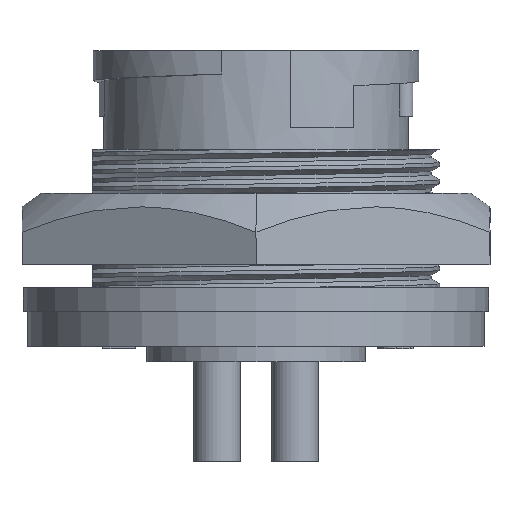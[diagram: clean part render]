
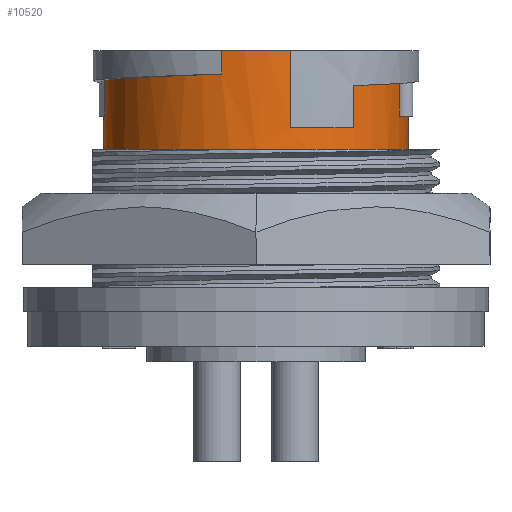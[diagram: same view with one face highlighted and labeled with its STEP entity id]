
A CAD part, front view. The second image highlights one B-rep face of the part: STEP entity #10520.
In plain terms, the highlighted cylindrical face has radius 8.255 mm (diameter 16.51 mm), a partial arc.
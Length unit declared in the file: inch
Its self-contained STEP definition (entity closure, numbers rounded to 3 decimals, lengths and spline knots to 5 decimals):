
#63 = VECTOR ( 'NONE', #1364, 39.37008 ) ;
#85 = CYLINDRICAL_SURFACE ( 'NONE', #161, 0.325 ) ;
#114 = AXIS2_PLACEMENT_3D ( 'NONE', #1580, #1581, #1582 ) ;
#123 = VECTOR ( 'NONE', #1527, 39.37008 ) ;
#128 = VECTOR ( 'NONE', #1515, 39.37008 ) ;
#161 = AXIS2_PLACEMENT_3D ( 'NONE', #2351, #2352, #2353 ) ;
#174 = FACE_OUTER_BOUND ( 'NONE', #6250, .T. ) ;
#236 = VECTOR ( 'NONE', #15992, 39.37008 ) ;
#1362 = LINE ( 'NONE', #1363, #63 ) ;
#1363 = CARTESIAN_POINT ( 'NONE',  ( 0.325, 0., 0. ) ) ;
#1364 = DIRECTION ( 'NONE',  ( 0., 0., 1. ) ) ;
#1513 = LINE ( 'NONE', #1514, #128 ) ;
#1514 = CARTESIAN_POINT ( 'NONE',  ( -0.32343, -0.03188, -0.14 ) ) ;
#1515 = DIRECTION ( 'NONE',  ( 0., 0., 1. ) ) ;
#1525 = LINE ( 'NONE', #1526, #123 ) ;
#1526 = CARTESIAN_POINT ( 'NONE',  ( 0.2085, -0.2493, -0.165 ) ) ;
#1527 = DIRECTION ( 'NONE',  ( 0., 0., 1. ) ) ;
#1567 = CARTESIAN_POINT ( 'NONE',  ( 0.2085, -0.2493, -0.07438 ) ) ;
#1568 = CARTESIAN_POINT ( 'NONE',  ( 0.25267, -0.21237, -0.07241 ) ) ;
#1569 = CARTESIAN_POINT ( 'NONE',  ( 0.28146, -0.1625, -0.07067 ) ) ;
#1570 = CARTESIAN_POINT ( 'NONE',  ( 0.2965, -0.13645, -0.06976 ) ) ;
#1571 = CARTESIAN_POINT ( 'NONE',  ( 0.3065, -0.10809, -0.06877 ) ) ;
#1575 = CARTESIAN_POINT ( 'NONE',  ( -0.32343, -0.03188, -0.06389 ) ) ;
#1576 = CARTESIAN_POINT ( 'NONE',  ( -0.31655, -0.10172, -0.06145 ) ) ;
#1577 = CARTESIAN_POINT ( 'NONE',  ( -0.28146, -0.1625, -0.05933 ) ) ;
#1578 = CARTESIAN_POINT ( 'NONE',  ( -0.21092, -0.28467, -0.05507 ) ) ;
#1579 = CARTESIAN_POINT ( 'NONE',  ( -0.0735, -0.31658, -0.05037 ) ) ;
#1580 = CARTESIAN_POINT ( 'NONE',  ( 0., 0., -0.14 ) ) ;
#1581 = DIRECTION ( 'NONE',  ( 0., 0., 1. ) ) ;
#1582 = DIRECTION ( 'NONE',  ( 1., 0., 0. ) ) ;
#2351 = CARTESIAN_POINT ( 'NONE',  ( 0., 0., 0. ) ) ;
#2352 = DIRECTION ( 'NONE',  ( 0., 0., 1. ) ) ;
#2353 = DIRECTION ( 'NONE',  ( 1., 0., 0. ) ) ;
#3105 = LINE ( 'NONE', #3106, #8197 ) ;
#3106 = CARTESIAN_POINT ( 'NONE',  ( -0.0735, -0.31658, -0.66504 ) ) ;
#3107 = DIRECTION ( 'NONE',  ( 0., 0., 1. ) ) ;
#3120 = CARTESIAN_POINT ( 'NONE',  ( 0., 0., -0.165 ) ) ;
#3127 = DIRECTION ( 'NONE',  ( 0., 0., 1. ) ) ;
#3128 = DIRECTION ( 'NONE',  ( 1., 0., 0. ) ) ;
#3190 = CARTESIAN_POINT ( 'NONE',  ( 0., 0., -0.14 ) ) ;
#3191 = DIRECTION ( 'NONE',  ( 0., 0., 1. ) ) ;
#3192 = DIRECTION ( 'NONE',  ( 1., 0., 0. ) ) ;
#3194 = LINE ( 'NONE', #3195, #7813 ) ;
#3195 = CARTESIAN_POINT ( 'NONE',  ( 0.0735, -0.31658, -0.66504 ) ) ;
#3196 = DIRECTION ( 'NONE',  ( 0., 0., 1. ) ) ;
#6075 = VERTEX_POINT ( 'NONE', #15822 ) ;
#6117 = VERTEX_POINT ( 'NONE', #15829 ) ;
#6232 = VERTEX_POINT ( 'NONE', #15836 ) ;
#6239 = VERTEX_POINT ( 'NONE', #15838 ) ;
#6250 = EDGE_LOOP ( 'NONE', ( #8905, #9327, #9053, #8832, #9062, #9265, #9012, #8811, #8803, #9109, #9348, #9209, #8819, #9374 ) ) ;
#6274 = VERTEX_POINT ( 'NONE', #15843 ) ;
#6305 = VERTEX_POINT ( 'NONE', #15847 ) ;
#6362 = VERTEX_POINT ( 'NONE', #15858 ) ;
#6443 = VERTEX_POINT ( 'NONE', #15871 ) ;
#6893 = AXIS2_PLACEMENT_3D ( 'NONE', #11852, #11853, #11854 ) ;
#7813 = VECTOR ( 'NONE', #3196, 39.37008 ) ;
#8128 = AXIS2_PLACEMENT_3D ( 'NONE', #3120, #3127, #3128 ) ;
#8173 = VECTOR ( 'NONE', #14222, 39.37008 ) ;
#8197 = VECTOR ( 'NONE', #3107, 39.37008 ) ;
#8539 = AXIS2_PLACEMENT_3D ( 'NONE', #12230, #12237, #12238 ) ;
#8612 = AXIS2_PLACEMENT_3D ( 'NONE', #3190, #3191, #3192 ) ;
#8803 = ORIENTED_EDGE ( 'NONE', *, *, #11214, .T. ) ;
#8811 = ORIENTED_EDGE ( 'NONE', *, *, #11208, .F. ) ;
#8819 = ORIENTED_EDGE ( 'NONE', *, *, #10279, .F. ) ;
#8832 = ORIENTED_EDGE ( 'NONE', *, *, #11213, .F. ) ;
#8905 = ORIENTED_EDGE ( 'NONE', *, *, #12768, .F. ) ;
#9012 = ORIENTED_EDGE ( 'NONE', *, *, #10288, .F. ) ;
#9053 = ORIENTED_EDGE ( 'NONE', *, *, #10222, .T. ) ;
#9062 = ORIENTED_EDGE ( 'NONE', *, *, #9981, .T. ) ;
#9109 = ORIENTED_EDGE ( 'NONE', *, *, #11050, .T. ) ;
#9209 = ORIENTED_EDGE ( 'NONE', *, *, #10313, .F. ) ;
#9265 = ORIENTED_EDGE ( 'NONE', *, *, #10309, .F. ) ;
#9327 = ORIENTED_EDGE ( 'NONE', *, *, #11135, .T. ) ;
#9348 = ORIENTED_EDGE ( 'NONE', *, *, #11201, .F. ) ;
#9374 = ORIENTED_EDGE ( 'NONE', *, *, #10316, .F. ) ;
#9981 = EDGE_CURVE ( 'NONE', #14301, #13844, #15990, .T. ) ;
#10222 = EDGE_CURVE ( 'NONE', #14180, #14187, #1362, .T. ) ;
#10279 = EDGE_CURVE ( 'NONE', #6443, #6232, #1513, .T. ) ;
#10288 = EDGE_CURVE ( 'NONE', #6305, #6239, #1525, .T. ) ;
#10309 = EDGE_CURVE ( 'NONE', #6239, #13844, #15276, .T. ) ;
#10313 = EDGE_CURVE ( 'NONE', #6232, #6274, #15194, .T. ) ;
#10316 = EDGE_CURVE ( 'NONE', #14265, #6443, #12522, .T. ) ;
#10520 = ADVANCED_FACE ( 'NONE', ( #174 ), #85, .T. ) ;
#11050 = EDGE_CURVE ( 'NONE', #6362, #6075, #12493, .T. ) ;
#11135 = EDGE_CURVE ( 'NONE', #14156, #14180, #12771, .T. ) ;
#11201 = EDGE_CURVE ( 'NONE', #6274, #6075, #3105, .T. ) ;
#11208 = EDGE_CURVE ( 'NONE', #6117, #6305, #12450, .T. ) ;
#11213 = EDGE_CURVE ( 'NONE', #14301, #14187, #12715, .T. ) ;
#11214 = EDGE_CURVE ( 'NONE', #6117, #6362, #3194, .T. ) ;
#11852 = CARTESIAN_POINT ( 'NONE',  ( 0., 0., 0. ) ) ;
#11853 = DIRECTION ( 'NONE',  ( 0., 0., -1. ) ) ;
#11854 = DIRECTION ( 'NONE',  ( 1., 0., 0. ) ) ;
#12230 = CARTESIAN_POINT ( 'NONE',  ( 0., 0., -0.211 ) ) ;
#12237 = DIRECTION ( 'NONE',  ( 0., 0., 1. ) ) ;
#12238 = DIRECTION ( 'NONE',  ( 1., 0., 0. ) ) ;
#12450 = CIRCLE ( 'NONE', #8128, 0.325 ) ;
#12493 = CIRCLE ( 'NONE', #6893, 0.325 ) ;
#12522 = CIRCLE ( 'NONE', #114, 0.325 ) ;
#12715 = CIRCLE ( 'NONE', #8612, 0.325 ) ;
#12768 = EDGE_CURVE ( 'NONE', #14156, #14265, #14218, .T. ) ;
#12771 = CIRCLE ( 'NONE', #8539, 0.325 ) ;
#13844 = VERTEX_POINT ( 'NONE', #14850 ) ;
#14156 = VERTEX_POINT ( 'NONE', #14891 ) ;
#14180 = VERTEX_POINT ( 'NONE', #14899 ) ;
#14187 = VERTEX_POINT ( 'NONE', #14902 ) ;
#14218 = LINE ( 'NONE', #14220, #8173 ) ;
#14220 = CARTESIAN_POINT ( 'NONE',  ( -0.325, 0., 0. ) ) ;
#14222 = DIRECTION ( 'NONE',  ( 0., 0., 1. ) ) ;
#14265 = VERTEX_POINT ( 'NONE', #14926 ) ;
#14301 = VERTEX_POINT ( 'NONE', #14942 ) ;
#14850 = CARTESIAN_POINT ( 'NONE',  ( 0.3065, -0.10809, -0.06877 ) ) ;
#14891 = CARTESIAN_POINT ( 'NONE',  ( -0.325, 0., -0.211 ) ) ;
#14899 = CARTESIAN_POINT ( 'NONE',  ( 0.325, 0., -0.211 ) ) ;
#14902 = CARTESIAN_POINT ( 'NONE',  ( 0.325, 0., -0.14 ) ) ;
#14926 = CARTESIAN_POINT ( 'NONE',  ( -0.325, 0., -0.14 ) ) ;
#14942 = CARTESIAN_POINT ( 'NONE',  ( 0.3065, -0.10809, -0.14 ) ) ;
#15194 =( BOUNDED_CURVE ( )  B_SPLINE_CURVE ( 2, ( #1575, #1576, #1577, #1578, #1579 ),
 .UNSPECIFIED., .F., .F. ) 
 B_SPLINE_CURVE_WITH_KNOTS ( ( 3, 2, 3 ),
 ( 0.39794, 0.5, 0.69443 ),
 .UNSPECIFIED. ) 
 CURVE ( )  GEOMETRIC_REPRESENTATION_ITEM ( )  RATIONAL_B_SPLINE_CURVE ( ( 0.935, 0.945, 1., 0.896, 0.954 ) ) 
 REPRESENTATION_ITEM ( '' )  );
#15276 =( BOUNDED_CURVE ( )  B_SPLINE_CURVE ( 2, ( #1567, #1568, #1569, #1570, #1571 ),
 .UNSPECIFIED., .F., .F. ) 
 B_SPLINE_CURVE_WITH_KNOTS ( ( 3, 2, 3 ),
 ( 0.55514, 0.58333, 0.59838 ),
 .UNSPECIFIED. ) 
 CURVE ( )  GEOMETRIC_REPRESENTATION_ITEM ( )  RATIONAL_B_SPLINE_CURVE ( ( 0.94, 0.955, 1., 0.976, 0.96 ) ) 
 REPRESENTATION_ITEM ( '' )  );
#15822 = CARTESIAN_POINT ( 'NONE',  ( -0.0735, -0.31658, 0. ) ) ;
#15829 = CARTESIAN_POINT ( 'NONE',  ( 0.0735, -0.31658, -0.165 ) ) ;
#15836 = CARTESIAN_POINT ( 'NONE',  ( -0.32343, -0.03188, -0.06389 ) ) ;
#15838 = CARTESIAN_POINT ( 'NONE',  ( 0.2085, -0.2493, -0.07438 ) ) ;
#15843 = CARTESIAN_POINT ( 'NONE',  ( -0.0735, -0.31658, -0.05037 ) ) ;
#15847 = CARTESIAN_POINT ( 'NONE',  ( 0.2085, -0.2493, -0.165 ) ) ;
#15858 = CARTESIAN_POINT ( 'NONE',  ( 0.0735, -0.31658, 0. ) ) ;
#15871 = CARTESIAN_POINT ( 'NONE',  ( -0.32343, -0.03188, -0.14 ) ) ;
#15990 = LINE ( 'NONE', #15991, #236 ) ;
#15991 = CARTESIAN_POINT ( 'NONE',  ( 0.3065, -0.10809, -0.14 ) ) ;
#15992 = DIRECTION ( 'NONE',  ( 0., 0., 1. ) ) ;
